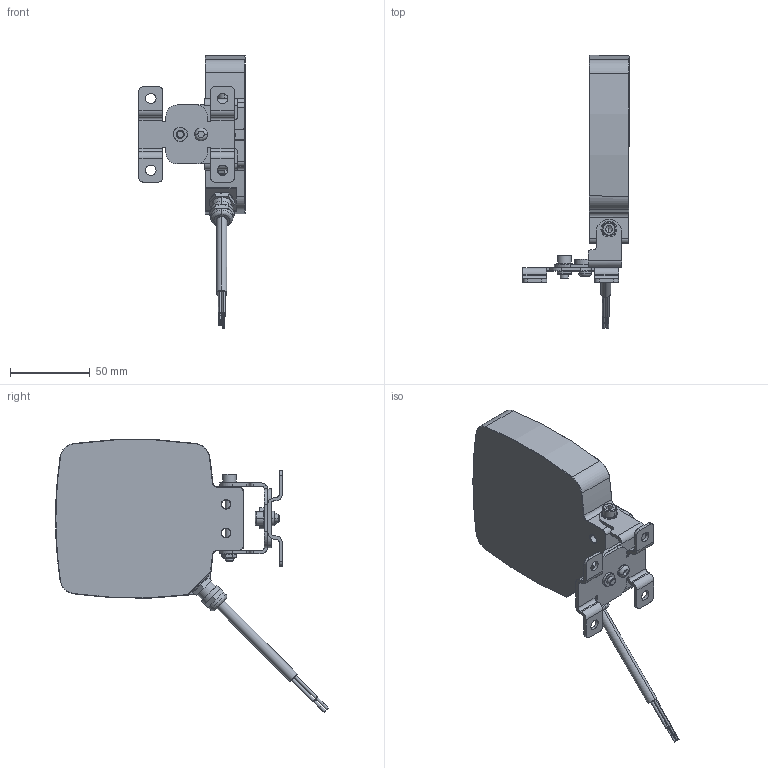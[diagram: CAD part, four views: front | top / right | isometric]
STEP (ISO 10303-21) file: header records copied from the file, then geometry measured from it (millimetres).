
FILE_DESCRIPTION (( 'STEP AP203' ), '1' );
FILE_NAME ('SR0924Q0101.STEP', '2022-08-24T10:47:09', ( '' ), ( '' ), 'SwSTEP 2.0', 'SolidWorks 2021', '' );
FILE_SCHEMA (( 'CONFIG_CONTROL_DESIGN' ));
Length unit declared in the file: inch
Products named in the file (1): SR0924Q0101
Bounding box: 66.66 x 171.23 x 171.2 mm (x, y, z)
Volume: 155733.8 mm3; surface area: 71290.5 mm2
Topology: 2 solids, 6 shells, 776 faces, 2009 edges, 1282 vertices
Faces by surface type: plane 331, cylinder 324, cone 100, bspline 19, torus 2
Entity records: 24608 total; most frequent: CARTESIAN_POINT 5136, DIRECTION 4242, ORIENTED_EDGE 3986, EDGE_CURVE 1993, AXIS2_PLACEMENT_3D 1595, VERTEX_POINT 1282, LINE 1052, VECTOR 1052
